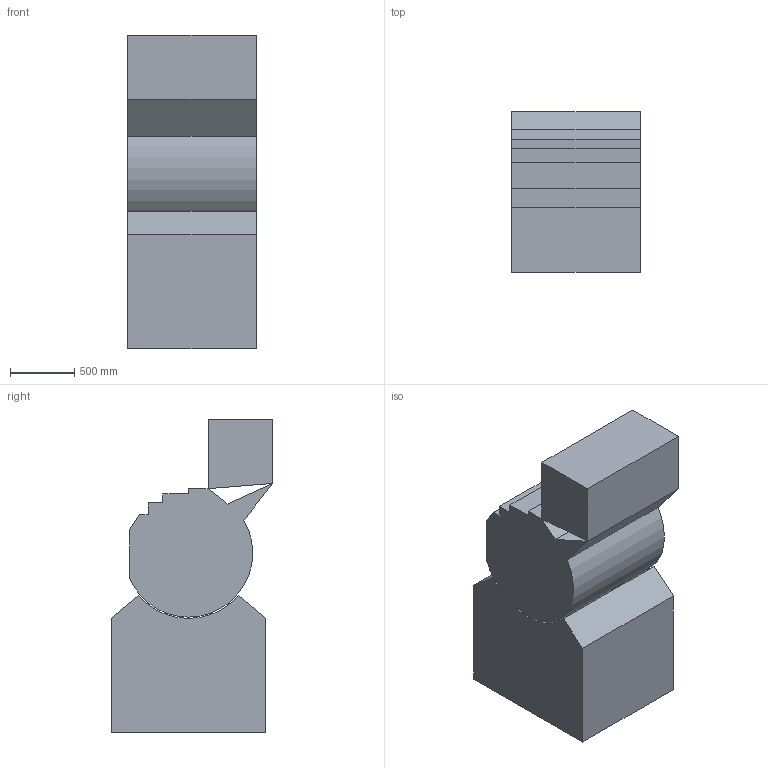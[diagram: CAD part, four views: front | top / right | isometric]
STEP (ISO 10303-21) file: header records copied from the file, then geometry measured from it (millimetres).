
FILE_DESCRIPTION(('Open CASCADE Model'),'2;1');
FILE_NAME('Open CASCADE Shape Model','2014-02-21T14:05:15',('Author'),( 'Open CASCADE'),'Open CASCADE STEP processor 6.5','Open CASCADE 6.5' ,'Unknown');
FILE_SCHEMA(('AUTOMOTIVE_DESIGN_CC2 { 1 2 10303 214 -1 1 5 4 }'));
Length unit declared in the file: millimetre
Products named in the file (1): Pad
Bounding box: 1000 x 1254.47 x 2440 mm (x, y, z)
Surface area: 14424604.6 mm2 (no closed solid volume)
Topology: 0 solids, 1 shells, 27 faces, 75 edges, 50 vertices
Faces by surface type: plane 23, cylinder 4
Entity records: 1855 total; most frequent: CARTESIAN_POINT 304, DIRECTION 288, LINE 208, VECTOR 208, ORIENTED_EDGE 150, PCURVE 149, DEFINITIONAL_REPRESENTATION 149, EDGE_CURVE 75
